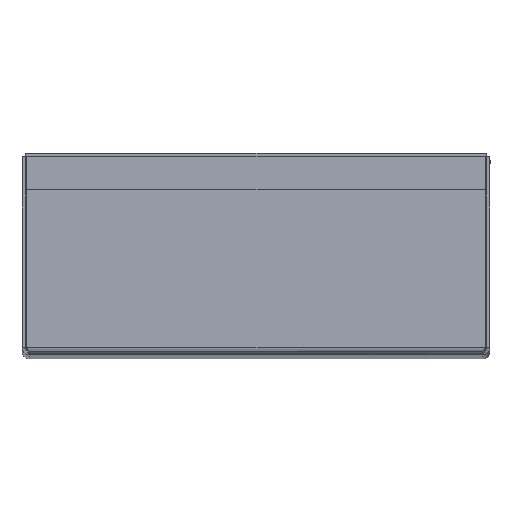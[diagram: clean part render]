
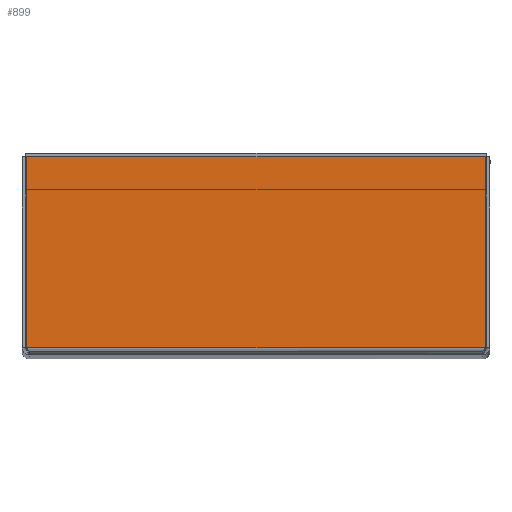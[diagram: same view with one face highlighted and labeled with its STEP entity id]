
A CAD part, top view. The second image highlights one B-rep face of the part: STEP entity #899.
In plain terms, the highlighted planar face has unit normal (0, 0, 1).
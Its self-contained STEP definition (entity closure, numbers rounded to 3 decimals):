
#112=FACE_OUTER_BOUND($,#158,.T.);
#158=EDGE_LOOP($,(#692,#693,#694,#695));
#247=LINE($,#1509,#335);
#249=LINE($,#1527,#337);
#254=LINE($,#1589,#342);
#257=LINE($,#1594,#345);
#335=VECTOR($,#1083,99.576);
#337=VECTOR($,#1087,41.4);
#342=VECTOR($,#1094,41.4);
#345=VECTOR($,#1099,99.576);
#406=VERTEX_POINT($,#1507);
#407=VERTEX_POINT($,#1508);
#408=VERTEX_POINT($,#1526);
#410=VERTEX_POINT($,#1588);
#503=EDGE_CURVE($,#406,#407,#247,.T.);
#507=EDGE_CURVE($,#408,#407,#249,.T.);
#514=EDGE_CURVE($,#406,#410,#254,.T.);
#517=EDGE_CURVE($,#410,#408,#257,.T.);
#692=ORIENTED_EDGE($,*,*,#503,.T.);
#693=ORIENTED_EDGE($,*,*,#507,.F.);
#694=ORIENTED_EDGE($,*,*,#517,.F.);
#695=ORIENTED_EDGE($,*,*,#514,.F.);
#799=PLANE($,#946);
#899=ADVANCED_FACE($,(#112),#799,.T.);
#946=AXIS2_PLACEMENT_3D($,#1596,#1101,#1102);
#1083=DIRECTION($,(1.,0.,0.));
#1087=DIRECTION($,(0.,-1.,0.));
#1094=DIRECTION($,(0.,1.,0.));
#1099=DIRECTION($,(1.,0.,0.));
#1101=DIRECTION('center_axis',(0.,0.,
1.));
#1102=DIRECTION('ref_axis',(0.,-1.,0.));
#1507=CARTESIAN_POINT('',(-49.788,-38.2,249.3));
#1508=CARTESIAN_POINT('',(49.788,-38.2,249.3));
#1509=CARTESIAN_POINT($,(0.,-38.2,249.3));
#1526=CARTESIAN_POINT('',(49.788,3.2,249.3));
#1527=CARTESIAN_POINT($,(49.788,-38.2,249.3));
#1588=CARTESIAN_POINT('',(-49.788,3.2,249.3));
#1589=CARTESIAN_POINT($,(-49.788,-38.2,249.3));
#1594=CARTESIAN_POINT($,(-49.788,3.2,249.3));
#1596=CARTESIAN_POINT('Origin',(0.,-18.151,
249.3));
